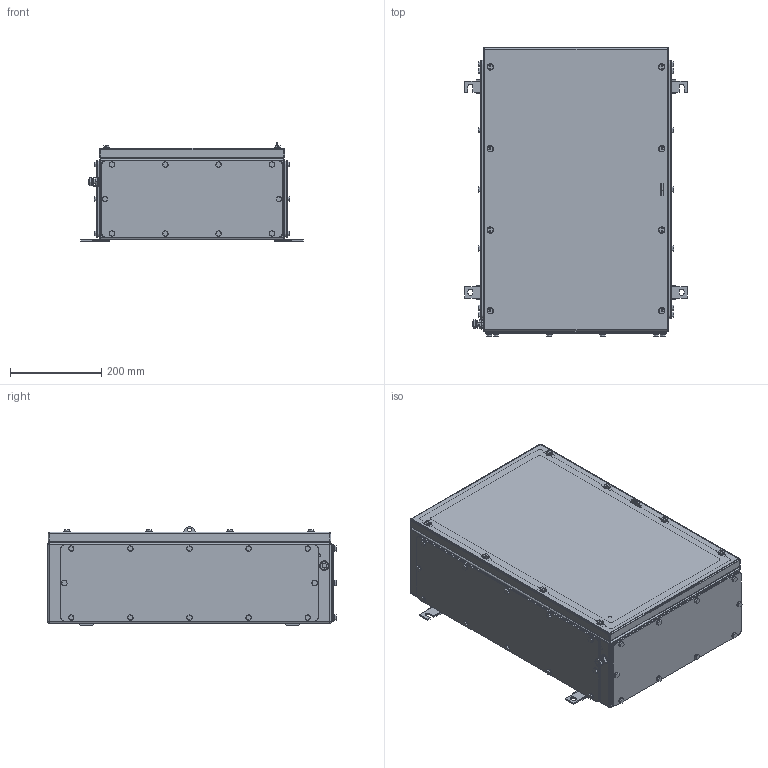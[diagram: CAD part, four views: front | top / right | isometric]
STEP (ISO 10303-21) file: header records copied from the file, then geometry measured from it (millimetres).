
FILE_DESCRIPTION(('CATIA V5 STEP Exchange','CAx-IF Rec.Pracs.--- Model Styling and Organization---1.4--- 2014-01-23'),'2;1');
FILE_NAME ('1523464-3_1_8000108854_8000108854_KTB_MH_624020_S4E3_LD.stp','2023-10-05T05:20:03+00:00',('none'),('Weidmueller'),'CATIA Version 5-6 Release 2016 SP3 HF44','CATIA V5 STEP AP214','none');
FILE_SCHEMA(('AUTOMOTIVE_DESIGN { 1 0 10303 214 1 1 1 1 }'));
Products named in the file (1): 8000108854 KTB MH 624020 S4E3
Bounding box: 487 x 631 x 215 mm (x, y, z)
Volume: 2377507.9 mm3; surface area: 2469600.1 mm2
Topology: 102 solids, 102 shells, 2751 faces, 6732 edges, 4334 vertices
Faces by surface type: plane 1320, cylinder 1167, cone 220, bspline 20, torus 16, sphere 8
Entity records: 90294 total; most frequent: CARTESIAN_POINT 26852, ORIENTED_EDGE 13256, DIRECTION 11288, EDGE_CURVE 6628, AXIS2_PLACEMENT_3D 4597, VERTEX_POINT 4334, VECTOR 3968, LINE 3968
